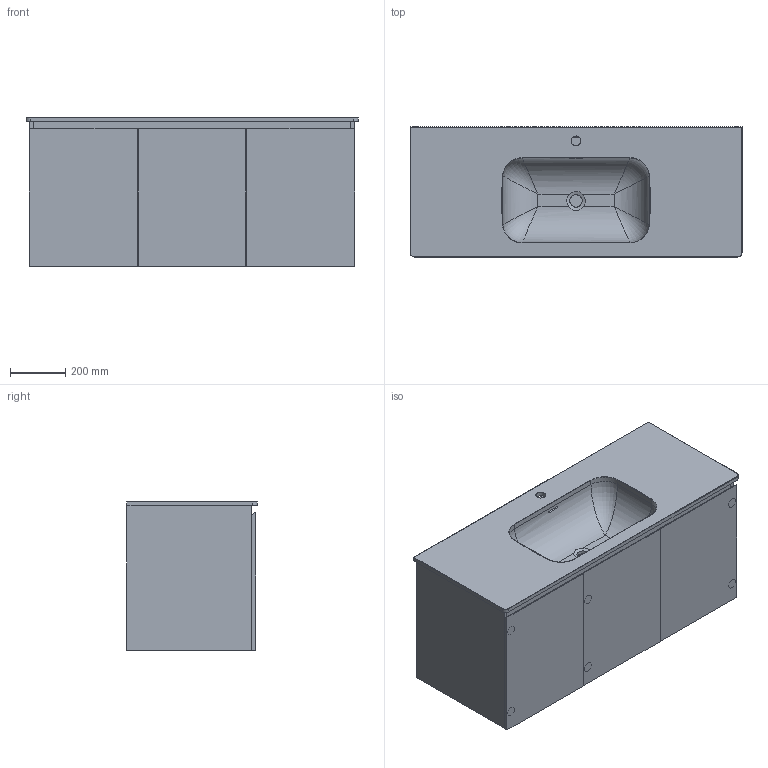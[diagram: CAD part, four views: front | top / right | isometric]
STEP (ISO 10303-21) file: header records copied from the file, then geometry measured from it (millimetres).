
FILE_DESCRIPTION(/* description */ (''),/* implementation_level */ '2;1');
FILE_NAME(/* name */ 'STEP - RCE-10824931_B1247_12379',/* time_stamp */ '2024-09-12T15:45:11+10:00',/* author */ (''),/* organization */ (''),/* preprocessor_version */ 'ST-DEVELOPER v16.5',/* originating_system */ 'Rhino 7.37',/* authorisation */ '');
FILE_SCHEMA (('CONFIG_CONTROL_DESIGN'));
Length unit declared in the file: millimetre
Products named in the file (1): Document
Bounding box: 1200 x 470 x 538 mm (x, y, z)
Volume: 52158424.2 mm3; surface area: 7597635.7 mm2
Topology: 24 solids, 30 shells, 439 faces, 1019 edges, 669 vertices
Faces by surface type: plane 277, cylinder 125, bspline 37
Full cylindrical faces by diameter (mm): 4 x15, 5 x33, 8 x7, 35 x7, 45 x2, 100 x1
Entity records: 19413 total; most frequent: CARTESIAN_POINT 12202, ORIENTED_EDGE 2022, EDGE_CURVE 1011, B_SPLINE_CURVE_WITH_KNOTS 678, VERTEX_POINT 669, EDGE_LOOP 518, ADVANCED_FACE 439, FACE_OUTER_BOUND 439
